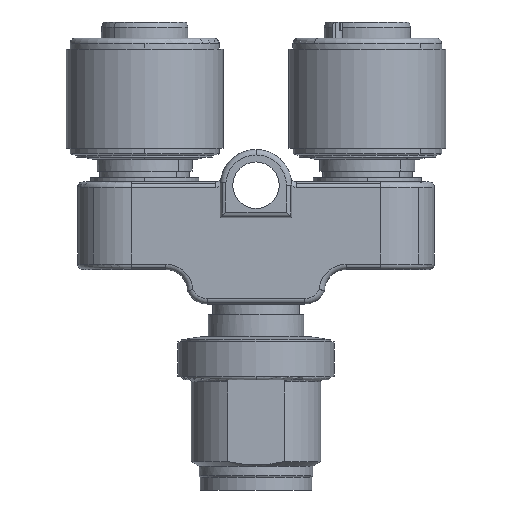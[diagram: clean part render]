
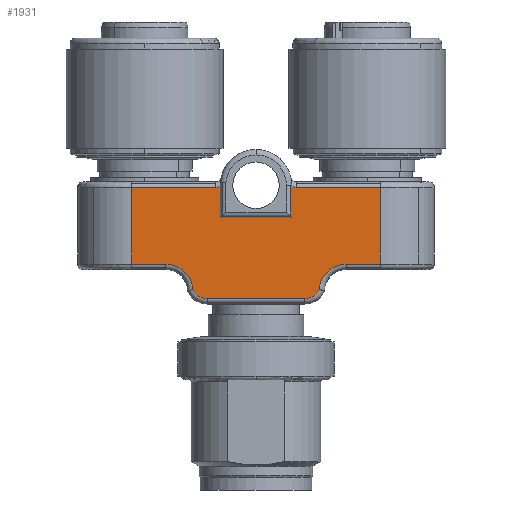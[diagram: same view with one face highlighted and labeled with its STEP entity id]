
A CAD part, front view. The second image highlights one B-rep face of the part: STEP entity #1931.
In plain terms, the highlighted planar face has unit normal (0, -1, 0).
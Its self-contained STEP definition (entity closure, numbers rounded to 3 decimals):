
#1618=AXIS2_PLACEMENT_3D('Circle Axis2P3D',#1616,#1617,$) ;
#1646=AXIS2_PLACEMENT_3D('Circle Axis2P3D',#1644,#1645,$) ;
#1822=AXIS2_PLACEMENT_3D('Plane Axis2P3D',#1819,#1820,#1821) ;
#1826=AXIS2_PLACEMENT_3D('Circle Axis2P3D',#1824,#1825,$) ;
#1856=AXIS2_PLACEMENT_3D('Circle Axis2P3D',#1854,#1855,$) ;
#1884=AXIS2_PLACEMENT_3D('Circle Axis2P3D',#1882,#1883,$) ;
#1889=AXIS2_PLACEMENT_3D('Circle Axis2P3D',#1887,#1888,$) ;
#1588=CARTESIAN_POINT('Vertex',(22.05,1.,17.7)) ;
#1591=CARTESIAN_POINT('Line Origine',(15.3,1.,17.7)) ;
#1595=CARTESIAN_POINT('Vertex',(13.05,1.,17.7)) ;
#1616=CARTESIAN_POINT('Axis2P3D Location',(13.05,1.,19.2)) ;
#1620=CARTESIAN_POINT('Vertex',(11.7,1.,18.546)) ;
#1644=CARTESIAN_POINT('Axis2P3D Location',(22.05,1.,19.2)) ;
#1648=CARTESIAN_POINT('Vertex',(23.4,1.,18.546)) ;
#1819=CARTESIAN_POINT('Axis2P3D Location',(17.55,1.,22.766)) ;
#1824=CARTESIAN_POINT('Axis2P3D Location',(21.265,1.,29.)) ;
#1828=CARTESIAN_POINT('Vertex',(20.85,1.,28.09)) ;
#1830=CARTESIAN_POINT('Vertex',(21.265,1.,28.)) ;
#1833=CARTESIAN_POINT('Line Origine',(20.85,1.,26.645)) ;
#1837=CARTESIAN_POINT('Vertex',(20.85,1.,25.2)) ;
#1840=CARTESIAN_POINT('Line Origine',(17.555,1.,25.2)) ;
#1844=CARTESIAN_POINT('Vertex',(14.261,1.,25.2)) ;
#1847=CARTESIAN_POINT('Line Origine',(14.261,1.,26.647)) ;
#1851=CARTESIAN_POINT('Vertex',(14.261,1.,28.095)) ;
#1854=CARTESIAN_POINT('Axis2P3D Location',(13.835,1.,29.)) ;
#1858=CARTESIAN_POINT('Vertex',(13.835,1.,28.)) ;
#1861=CARTESIAN_POINT('Line Origine',(9.943,1.,28.)) ;
#1865=CARTESIAN_POINT('Vertex',(6.05,1.,28.)) ;
#1868=CARTESIAN_POINT('Line Origine',(6.05,1.,24.45)) ;
#1872=CARTESIAN_POINT('Vertex',(6.05,1.,20.9)) ;
#1875=CARTESIAN_POINT('Line Origine',(7.627,1.,20.9)) ;
#1879=CARTESIAN_POINT('Vertex',(9.204,1.,20.9)) ;
#1882=CARTESIAN_POINT('Axis2P3D Location',(9.204,1.,18.4)) ;
#1887=CARTESIAN_POINT('Axis2P3D Location',(25.896,1.,18.4)) ;
#1891=CARTESIAN_POINT('Vertex',(25.896,1.,20.9)) ;
#1894=CARTESIAN_POINT('Line Origine',(27.473,1.,20.9)) ;
#1898=CARTESIAN_POINT('Vertex',(29.05,1.,20.9)) ;
#1901=CARTESIAN_POINT('Line Origine',(29.05,1.,24.45)) ;
#1905=CARTESIAN_POINT('Vertex',(29.05,1.,28.)) ;
#1908=CARTESIAN_POINT('Line Origine',(25.158,1.,28.)) ;
#1592=DIRECTION('Vector Direction',(-1.,0.,0.)) ;
#1617=DIRECTION('Axis2P3D Direction',(0.,1.,0.)) ;
#1645=DIRECTION('Axis2P3D Direction',(0.,1.,0.)) ;
#1820=DIRECTION('Axis2P3D Direction',(0.,-1.,0.)) ;
#1821=DIRECTION('Axis2P3D XDirection',(0.,0.,-1.)) ;
#1825=DIRECTION('Axis2P3D Direction',(0.,-1.,0.)) ;
#1834=DIRECTION('Vector Direction',(0.,0.,-1.)) ;
#1841=DIRECTION('Vector Direction',(-1.,0.,0.)) ;
#1848=DIRECTION('Vector Direction',(0.,0.,1.)) ;
#1855=DIRECTION('Axis2P3D Direction',(0.,-1.,0.)) ;
#1862=DIRECTION('Vector Direction',(1.,0.,0.)) ;
#1869=DIRECTION('Vector Direction',(0.,0.,1.)) ;
#1876=DIRECTION('Vector Direction',(-1.,0.,0.)) ;
#1883=DIRECTION('Axis2P3D Direction',(0.,-1.,0.)) ;
#1888=DIRECTION('Axis2P3D Direction',(0.,-1.,0.)) ;
#1895=DIRECTION('Vector Direction',(-1.,0.,0.)) ;
#1902=DIRECTION('Vector Direction',(0.,0.,-1.)) ;
#1909=DIRECTION('Vector Direction',(1.,0.,0.)) ;
#1593=VECTOR('Line Direction',#1592,1.) ;
#1835=VECTOR('Line Direction',#1834,1.) ;
#1842=VECTOR('Line Direction',#1841,1.) ;
#1849=VECTOR('Line Direction',#1848,1.) ;
#1863=VECTOR('Line Direction',#1862,1.) ;
#1870=VECTOR('Line Direction',#1869,1.) ;
#1877=VECTOR('Line Direction',#1876,1.) ;
#1896=VECTOR('Line Direction',#1895,1.) ;
#1903=VECTOR('Line Direction',#1902,1.) ;
#1910=VECTOR('Line Direction',#1909,1.) ;
#1914=ORIENTED_EDGE('',*,*,#1832,.F.) ;
#1915=ORIENTED_EDGE('',*,*,#1839,.T.) ;
#1916=ORIENTED_EDGE('',*,*,#1846,.T.) ;
#1917=ORIENTED_EDGE('',*,*,#1853,.T.) ;
#1918=ORIENTED_EDGE('',*,*,#1860,.F.) ;
#1919=ORIENTED_EDGE('',*,*,#1867,.F.) ;
#1920=ORIENTED_EDGE('',*,*,#1874,.F.) ;
#1921=ORIENTED_EDGE('',*,*,#1881,.F.) ;
#1922=ORIENTED_EDGE('',*,*,#1886,.F.) ;
#1923=ORIENTED_EDGE('',*,*,#1622,.F.) ;
#1924=ORIENTED_EDGE('',*,*,#1597,.F.) ;
#1925=ORIENTED_EDGE('',*,*,#1650,.F.) ;
#1926=ORIENTED_EDGE('',*,*,#1893,.F.) ;
#1927=ORIENTED_EDGE('',*,*,#1900,.F.) ;
#1928=ORIENTED_EDGE('',*,*,#1907,.F.) ;
#1929=ORIENTED_EDGE('',*,*,#1912,.F.) ;
#1931=ADVANCED_FACE('Hauptk\X2\00F6\X0\rper',(#1930),#1823,.T.) ;
#1619=CIRCLE('generated circle',#1618,1.5) ;
#1647=CIRCLE('generated circle',#1646,1.5) ;
#1827=CIRCLE('generated circle',#1826,1.) ;
#1857=CIRCLE('generated circle',#1856,1.) ;
#1885=CIRCLE('generated circle',#1884,2.5) ;
#1890=CIRCLE('generated circle',#1889,2.5) ;
#1597=EDGE_CURVE('',#1589,#1596,#1594,.T.) ;
#1622=EDGE_CURVE('',#1596,#1621,#1619,.T.) ;
#1650=EDGE_CURVE('',#1649,#1589,#1647,.T.) ;
#1832=EDGE_CURVE('',#1829,#1831,#1827,.T.) ;
#1839=EDGE_CURVE('',#1829,#1838,#1836,.T.) ;
#1846=EDGE_CURVE('',#1838,#1845,#1843,.T.) ;
#1853=EDGE_CURVE('',#1845,#1852,#1850,.T.) ;
#1860=EDGE_CURVE('',#1859,#1852,#1857,.T.) ;
#1867=EDGE_CURVE('',#1866,#1859,#1864,.T.) ;
#1874=EDGE_CURVE('',#1873,#1866,#1871,.T.) ;
#1881=EDGE_CURVE('',#1880,#1873,#1878,.T.) ;
#1886=EDGE_CURVE('',#1621,#1880,#1885,.T.) ;
#1893=EDGE_CURVE('',#1892,#1649,#1890,.T.) ;
#1900=EDGE_CURVE('',#1899,#1892,#1897,.T.) ;
#1907=EDGE_CURVE('',#1906,#1899,#1904,.T.) ;
#1912=EDGE_CURVE('',#1831,#1906,#1911,.T.) ;
#1913=EDGE_LOOP('',(#1914,#1915,#1916,#1917,#1918,#1919,#1920,#1921,#1922,#1923,#1924,#1925,#1926,#1927,#1928,#1929)) ;
#1930=FACE_OUTER_BOUND('',#1913,.T.) ;
#1594=LINE('Line',#1591,#1593) ;
#1836=LINE('Line',#1833,#1835) ;
#1843=LINE('Line',#1840,#1842) ;
#1850=LINE('Line',#1847,#1849) ;
#1864=LINE('Line',#1861,#1863) ;
#1871=LINE('Line',#1868,#1870) ;
#1878=LINE('Line',#1875,#1877) ;
#1897=LINE('Line',#1894,#1896) ;
#1904=LINE('Line',#1901,#1903) ;
#1911=LINE('Line',#1908,#1910) ;
#1823=PLANE('',#1822) ;
#1589=VERTEX_POINT('',#1588) ;
#1596=VERTEX_POINT('',#1595) ;
#1621=VERTEX_POINT('',#1620) ;
#1649=VERTEX_POINT('',#1648) ;
#1829=VERTEX_POINT('',#1828) ;
#1831=VERTEX_POINT('',#1830) ;
#1838=VERTEX_POINT('',#1837) ;
#1845=VERTEX_POINT('',#1844) ;
#1852=VERTEX_POINT('',#1851) ;
#1859=VERTEX_POINT('',#1858) ;
#1866=VERTEX_POINT('',#1865) ;
#1873=VERTEX_POINT('',#1872) ;
#1880=VERTEX_POINT('',#1879) ;
#1892=VERTEX_POINT('',#1891) ;
#1899=VERTEX_POINT('',#1898) ;
#1906=VERTEX_POINT('',#1905) ;
